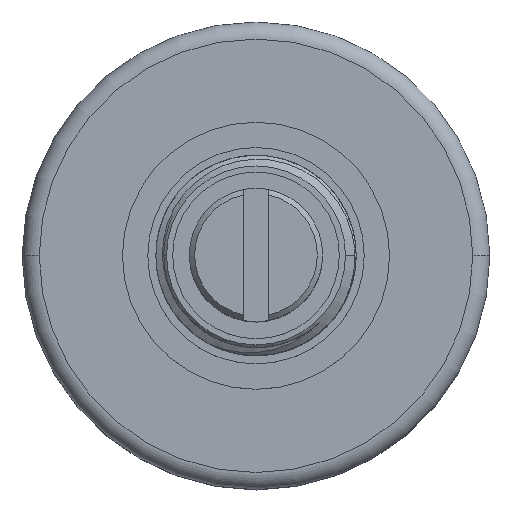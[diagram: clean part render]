
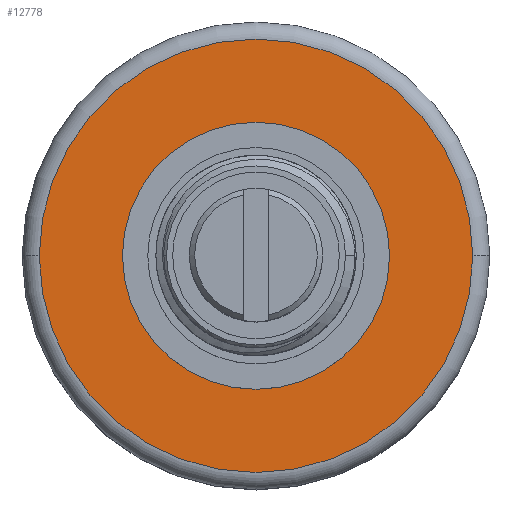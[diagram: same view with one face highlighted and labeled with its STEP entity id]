
A CAD part, top view. The second image highlights one B-rep face of the part: STEP entity #12778.
In plain terms, the highlighted planar face has unit normal (0, 0, 1).
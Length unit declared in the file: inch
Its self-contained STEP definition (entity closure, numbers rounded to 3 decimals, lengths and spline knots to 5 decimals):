
#1939=CARTESIAN_POINT('',(0.,0.,-0.4));
#1940=DIRECTION('',(0.,0.,1.));
#1941=DIRECTION('',(-1.,0.,0.));
#1942=AXIS2_PLACEMENT_3D('',#1939,#1940,#1941);
#1954=CARTESIAN_POINT('',(0.,0.,-0.4));
#1955=DIRECTION('',(0.,0.,1.));
#1956=DIRECTION('',(1.,0.,0.));
#1957=AXIS2_PLACEMENT_3D('',#1954,#1955,#1956);
#1969=CARTESIAN_POINT('',(0.,0.,-0.4));
#1970=DIRECTION('',(0.,0.,-1.));
#1971=DIRECTION('',(-1.,0.,0.));
#1972=AXIS2_PLACEMENT_3D('',#1969,#1970,#1971);
#1974=CARTESIAN_POINT('',(0.,0.,-0.4));
#1975=DIRECTION('',(0.,0.,-1.));
#1976=DIRECTION('',(1.,0.,0.));
#1977=AXIS2_PLACEMENT_3D('',#1974,#1975,#1976);
#9404=CARTESIAN_POINT('',(-0.40575,0.,-0.4));
#9405=CARTESIAN_POINT('',(0.40575,0.,-0.4));
#9406=VERTEX_POINT('',#9404);
#9407=VERTEX_POINT('',#9405);
#9440=CARTESIAN_POINT('',(-0.25,0.,-0.4));
#9441=CARTESIAN_POINT('',(0.25,0.,-0.4));
#9442=VERTEX_POINT('',#9440);
#9443=VERTEX_POINT('',#9441);
#12762=CARTESIAN_POINT('',(0.,0.,-0.4));
#12763=DIRECTION('',(0.,0.,1.));
#12764=DIRECTION('',(1.,0.,0.));
#12765=AXIS2_PLACEMENT_3D('',#12762,#12763,#12764);
#12766=PLANE('',#12765);
#12767=ORIENTED_EDGE('',*,*,#12752,.F.);
#12769=ORIENTED_EDGE('',*,*,#12768,.F.);
#12770=EDGE_LOOP('',(#12767,#12769));
#12771=FACE_OUTER_BOUND('',#12770,.F.);
#12773=ORIENTED_EDGE('',*,*,#12772,.F.);
#12775=ORIENTED_EDGE('',*,*,#12774,.F.);
#12776=EDGE_LOOP('',(#12773,#12775));
#12777=FACE_BOUND('',#12776,.F.);
#12778=ADVANCED_FACE('',(#12771,#12777),#12766,.T.);
#1943=CIRCLE('',#1942,0.40575);
#1958=CIRCLE('',#1957,0.40575);
#1973=CIRCLE('',#1972,0.25);
#1978=CIRCLE('',#1977,0.25);
#12752=EDGE_CURVE('',#9406,#9407,#1943,.T.);
#12768=EDGE_CURVE('',#9407,#9406,#1958,.T.);
#12772=EDGE_CURVE('',#9442,#9443,#1973,.T.);
#12774=EDGE_CURVE('',#9443,#9442,#1978,.T.);
